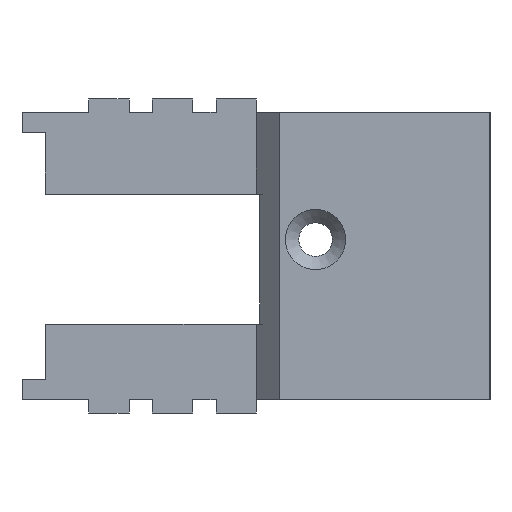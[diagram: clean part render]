
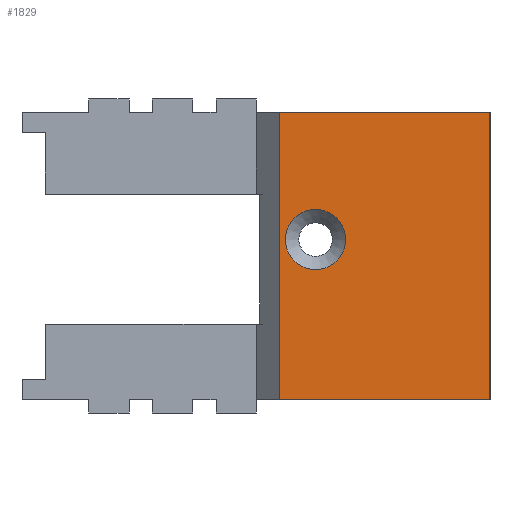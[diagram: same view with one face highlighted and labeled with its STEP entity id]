
A CAD part, left-side view. The second image highlights one B-rep face of the part: STEP entity #1829.
In plain terms, the highlighted planar face has unit normal (-1, 0, 0).
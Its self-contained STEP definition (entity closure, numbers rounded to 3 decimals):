
#30=FACE_BOUND('',#196,.T.);
#44=CIRCLE('',#1945,2.25);
#99=FACE_OUTER_BOUND('',#195,.T.);
#195=EDGE_LOOP('',(#1343,#1344,#1345,#1346));
#196=EDGE_LOOP('',(#1347));
#299=LINE('',#2590,#539);
#339=LINE('',#2671,#579);
#361=LINE('',#2737,#601);
#362=LINE('',#2738,#602);
#539=VECTOR('',#2090,10.);
#579=VECTOR('',#2156,10.);
#601=VECTOR('',#2224,10.);
#602=VECTOR('',#2225,10.);
#767=VERTEX_POINT('',#2587);
#768=VERTEX_POINT('',#2589);
#795=VERTEX_POINT('',#2668);
#796=VERTEX_POINT('',#2670);
#815=VERTEX_POINT('',#2727);
#953=EDGE_CURVE('',#768,#767,#299,.T.);
#993=EDGE_CURVE('',#796,#795,#339,.T.);
#1021=EDGE_CURVE('',#815,#815,#44,.T.);
#1026=EDGE_CURVE('',#795,#768,#361,.T.);
#1027=EDGE_CURVE('',#796,#767,#362,.T.);
#1343=ORIENTED_EDGE('',*,*,#1026,.T.);
#1344=ORIENTED_EDGE('',*,*,#953,.T.);
#1345=ORIENTED_EDGE('',*,*,#1027,.F.);
#1346=ORIENTED_EDGE('',*,*,#993,.T.);
#1347=ORIENTED_EDGE('',*,*,#1021,.F.);
#1742=PLANE('',#1949);
#1829=ADVANCED_FACE('',(#99,#30),#1742,.T.);
#1945=AXIS2_PLACEMENT_3D('',#2728,#2212,#2213);
#1949=AXIS2_PLACEMENT_3D('',#2736,#2222,#2223);
#2090=DIRECTION('',(0.,-1.,0.));
#2156=DIRECTION('',(0.,1.,0.));
#2212=DIRECTION('center_axis',(-1.,0.,0.));
#2213=DIRECTION('ref_axis',(0.,1.,0.));
#2222=DIRECTION('center_axis',(-1.,0.,0.));
#2223=DIRECTION('ref_axis',(0.,0.,1.));
#2224=DIRECTION('',(0.,0.,-1.));
#2225=DIRECTION('',(0.,0.,-1.));
#2587=CARTESIAN_POINT('',(-3.053,-33.208,-4.007));
#2589=CARTESIAN_POINT('',(-3.053,-17.51,-4.007));
#2590=CARTESIAN_POINT('',(-3.053,-31.708,-4.007));
#2668=CARTESIAN_POINT('',(-3.053,-17.51,17.44));
#2670=CARTESIAN_POINT('',(-3.053,-33.208,17.44));
#2671=CARTESIAN_POINT('',(-3.053,-31.708,17.44));
#2727=CARTESIAN_POINT('',(-3.053,-22.431,7.945));
#2728=CARTESIAN_POINT('Origin',(-3.053,-20.181,7.945));
#2736=CARTESIAN_POINT('Origin',(-3.053,-31.708,-4.007));
#2737=CARTESIAN_POINT('',(-3.053,-17.51,6.717));
#2738=CARTESIAN_POINT('',(-3.053,-33.208,1.355));
